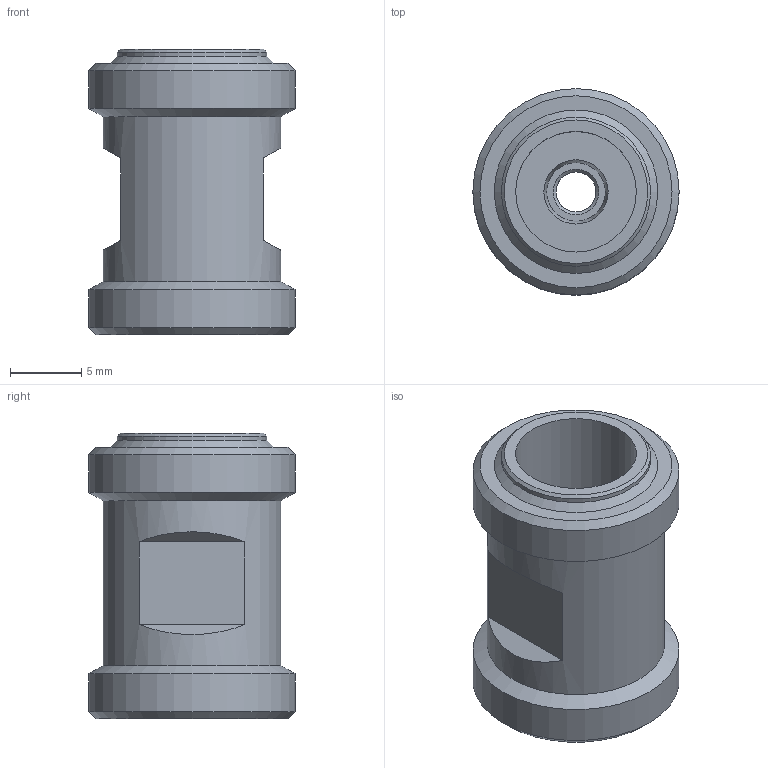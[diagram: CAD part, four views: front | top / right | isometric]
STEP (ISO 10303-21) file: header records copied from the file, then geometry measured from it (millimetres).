
FILE_DESCRIPTION(('Open CASCADE Model'),'2;1');
FILE_NAME('Open CASCADE Shape Model','2024-07-25T15:58:09',('Author'),( 'Open CASCADE'),'Open CASCADE STEP processor 7.7','Open CASCADE 7.7' ,'Unknown');
FILE_SCHEMA(('AUTOMOTIVE_DESIGN { 1 0 10303 214 1 1 1 1 }'));
Length unit declared in the file: millimetre
Products named in the file (1): Open CASCADE STEP translator 7.7 1
Bounding box: 14.45 x 14.45 x 20 mm (x, y, z)
Volume: 1768.7 mm3; surface area: 1513.8 mm2
Topology: 1 solids, 1 shells, 28 faces, 54 edges, 32 vertices
Faces by surface type: plane 11, cone 9, cylinder 7, bspline 1
Full cylindrical faces by diameter (mm): 2.8 x1, 4.1 x1, 8.45 x1, 10.45 x1, 12.45 x1, 14.45 x2
Entity records: 1543 total; most frequent: CARTESIAN_POINT 427, DIRECTION 205, ORIENTED_EDGE 108, PCURVE 108, DEFINITIONAL_REPRESENTATION 108, LINE 85, VECTOR 85, AXIS2_PLACEMENT_3D 54
